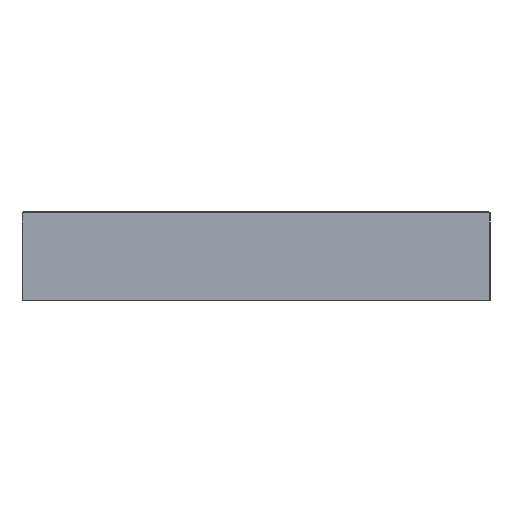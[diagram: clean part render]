
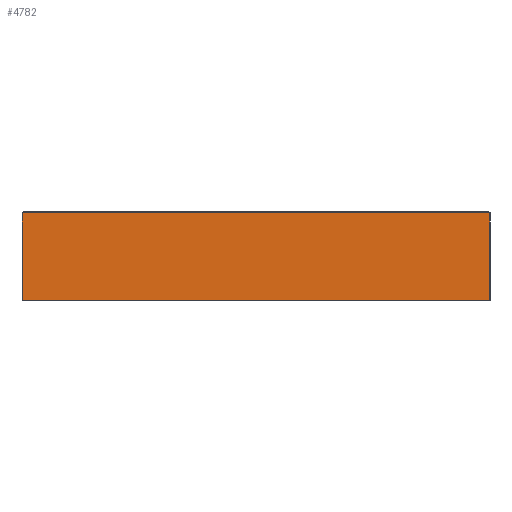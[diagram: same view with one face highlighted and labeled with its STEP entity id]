
A CAD part, left-side view. The second image highlights one B-rep face of the part: STEP entity #4782.
In plain terms, the highlighted planar face has unit normal (-1, 0, 0).
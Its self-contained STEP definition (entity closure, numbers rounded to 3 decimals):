
#351=FACE_OUTER_BOUND('',#617,.T.);
#617=EDGE_LOOP('',(#3203,#3204,#3205,#3206));
#906=LINE('',#6418,#1429);
#911=LINE('',#6427,#1434);
#943=LINE('',#6490,#1466);
#944=LINE('',#6491,#1467);
#1429=VECTOR('',#5355,1.);
#1434=VECTOR('',#5362,1.);
#1466=VECTOR('',#5410,1.);
#1467=VECTOR('',#5411,1.);
#1952=VERTEX_POINT('',#6415);
#1953=VERTEX_POINT('',#6417);
#1956=VERTEX_POINT('',#6426);
#1979=VERTEX_POINT('',#6489);
#2430=EDGE_CURVE('',#1953,#1952,#906,.T.);
#2435=EDGE_CURVE('',#1953,#1956,#911,.T.);
#2467=EDGE_CURVE('',#1952,#1979,#943,.T.);
#2468=EDGE_CURVE('',#1956,#1979,#944,.T.);
#3203=ORIENTED_EDGE('',*,*,#2467,.T.);
#3204=ORIENTED_EDGE('',*,*,#2468,.F.);
#3205=ORIENTED_EDGE('',*,*,#2435,.F.);
#3206=ORIENTED_EDGE('',*,*,#2430,.T.);
#4583=PLANE('',#5078);
#4782=ADVANCED_FACE('',(#351),#4583,.F.);
#5078=AXIS2_PLACEMENT_3D('',#6488,#5408,#5409);
#5355=DIRECTION('',(0.,0.,-1.));
#5362=DIRECTION('',(0.,-1.,0.));
#5408=DIRECTION('center_axis',(1.,0.,0.));
#5409=DIRECTION('ref_axis',(0.,0.,-1.));
#5410=DIRECTION('',(0.,-1.,0.));
#5411=DIRECTION('',(0.,0.,-1.));
#6415=CARTESIAN_POINT('',(-3.15,1.6,0.));
#6417=CARTESIAN_POINT('',(-3.15,1.6,0.6));
#6418=CARTESIAN_POINT('',(-3.15,1.6,0.6));
#6426=CARTESIAN_POINT('',(-3.15,-1.6,0.6));
#6427=CARTESIAN_POINT('',(-3.15,-1.6,0.6));
#6488=CARTESIAN_POINT('Origin',(-3.15,-1.6,0.6));
#6489=CARTESIAN_POINT('',(-3.15,-1.6,0.));
#6490=CARTESIAN_POINT('',(-3.15,-1.6,0.));
#6491=CARTESIAN_POINT('',(-3.15,-1.6,0.6));
